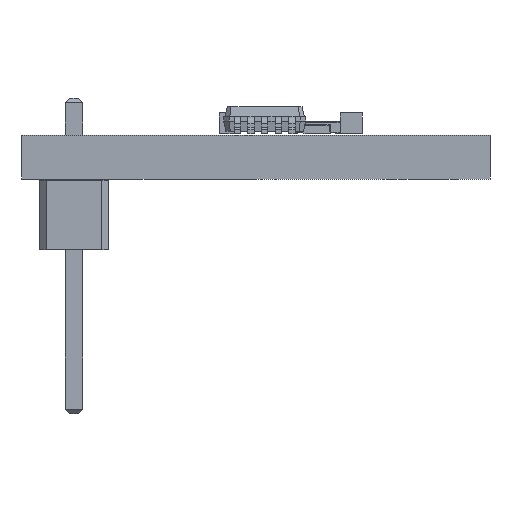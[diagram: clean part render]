
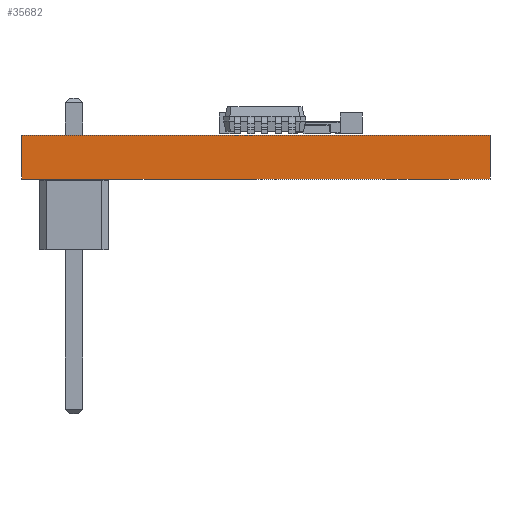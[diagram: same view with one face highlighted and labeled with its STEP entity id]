
A CAD part, front view. The second image highlights one B-rep face of the part: STEP entity #35682.
In plain terms, the highlighted planar face has unit normal (0, -1, 0).
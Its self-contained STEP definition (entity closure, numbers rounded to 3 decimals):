
#34608 = PLANE('',#34609);
#34609 = AXIS2_PLACEMENT_3D('',#34610,#34611,#34612);
#34610 = CARTESIAN_POINT('',(138.43,-102.87,0.));
#34611 = DIRECTION('',(-1.,0.,0.));
#34612 = DIRECTION('',(0.,1.,0.));
#34636 = PLANE('',#34637);
#34637 = AXIS2_PLACEMENT_3D('',#34638,#34639,#34640);
#34638 = CARTESIAN_POINT('',(147.003,-88.9,1.6));
#34639 = DIRECTION('',(-0.,-0.,-1.));
#34640 = DIRECTION('',(-1.,0.,0.));
#34664 = PLANE('',#34665);
#34665 = AXIS2_PLACEMENT_3D('',#34666,#34667,#34668);
#34666 = CARTESIAN_POINT('',(155.575,-74.93,0.));
#34667 = DIRECTION('',(1.,0.,-0.));
#34668 = DIRECTION('',(0.,-1.,0.));
#34690 = PLANE('',#34691);
#34691 = AXIS2_PLACEMENT_3D('',#34692,#34693,#34694);
#34692 = CARTESIAN_POINT('',(147.003,-88.9,0.));
#34693 = DIRECTION('',(-0.,-0.,-1.));
#34694 = DIRECTION('',(-1.,0.,0.));
#34705 = EDGE_CURVE('',#34706,#34708,#34710,.T.);
#34706 = VERTEX_POINT('',#34707);
#34707 = CARTESIAN_POINT('',(138.43,-102.87,0.));
#34708 = VERTEX_POINT('',#34709);
#34709 = CARTESIAN_POINT('',(138.43,-102.87,1.6));
#34710 = SURFACE_CURVE('',#34711,(#34715,#34722),.PCURVE_S1.);
#34711 = LINE('',#34712,#34713);
#34712 = CARTESIAN_POINT('',(138.43,-102.87,0.));
#34713 = VECTOR('',#34714,1.);
#34714 = DIRECTION('',(0.,0.,1.));
#34715 = PCURVE('',#34608,#34716);
#34716 = DEFINITIONAL_REPRESENTATION('',(#34717),#34721);
#34717 = LINE('',#34718,#34719);
#34718 = CARTESIAN_POINT('',(0.,0.));
#34719 = VECTOR('',#34720,1.);
#34720 = DIRECTION('',(0.,-1.));
#34721 = ( GEOMETRIC_REPRESENTATION_CONTEXT(2) 
PARAMETRIC_REPRESENTATION_CONTEXT() REPRESENTATION_CONTEXT('2D SPACE',''
  ) );
#34722 = PCURVE('',#34723,#34728);
#34723 = PLANE('',#34724);
#34724 = AXIS2_PLACEMENT_3D('',#34725,#34726,#34727);
#34725 = CARTESIAN_POINT('',(155.575,-102.87,0.));
#34726 = DIRECTION('',(0.,-1.,0.));
#34727 = DIRECTION('',(-1.,0.,0.));
#34728 = DEFINITIONAL_REPRESENTATION('',(#34729),#34733);
#34729 = LINE('',#34730,#34731);
#34730 = CARTESIAN_POINT('',(17.145,0.));
#34731 = VECTOR('',#34732,1.);
#34732 = DIRECTION('',(0.,-1.));
#34733 = ( GEOMETRIC_REPRESENTATION_CONTEXT(2) 
PARAMETRIC_REPRESENTATION_CONTEXT() REPRESENTATION_CONTEXT('2D SPACE',''
  ) );
#34783 = VERTEX_POINT('',#34784);
#34784 = CARTESIAN_POINT('',(155.575,-102.87,1.6));
#34805 = EDGE_CURVE('',#34806,#34783,#34808,.T.);
#34806 = VERTEX_POINT('',#34807);
#34807 = CARTESIAN_POINT('',(155.575,-102.87,0.));
#34808 = SURFACE_CURVE('',#34809,(#34813,#34820),.PCURVE_S1.);
#34809 = LINE('',#34810,#34811);
#34810 = CARTESIAN_POINT('',(155.575,-102.87,0.));
#34811 = VECTOR('',#34812,1.);
#34812 = DIRECTION('',(0.,0.,1.));
#34813 = PCURVE('',#34664,#34814);
#34814 = DEFINITIONAL_REPRESENTATION('',(#34815),#34819);
#34815 = LINE('',#34816,#34817);
#34816 = CARTESIAN_POINT('',(27.94,0.));
#34817 = VECTOR('',#34818,1.);
#34818 = DIRECTION('',(0.,-1.));
#34819 = ( GEOMETRIC_REPRESENTATION_CONTEXT(2) 
PARAMETRIC_REPRESENTATION_CONTEXT() REPRESENTATION_CONTEXT('2D SPACE',''
  ) );
#34820 = PCURVE('',#34723,#34821);
#34821 = DEFINITIONAL_REPRESENTATION('',(#34822),#34826);
#34822 = LINE('',#34823,#34824);
#34823 = CARTESIAN_POINT('',(0.,-0.));
#34824 = VECTOR('',#34825,1.);
#34825 = DIRECTION('',(0.,-1.));
#34826 = ( GEOMETRIC_REPRESENTATION_CONTEXT(2) 
PARAMETRIC_REPRESENTATION_CONTEXT() REPRESENTATION_CONTEXT('2D SPACE',''
  ) );
#34854 = EDGE_CURVE('',#34806,#34706,#34855,.T.);
#34855 = SURFACE_CURVE('',#34856,(#34860,#34867),.PCURVE_S1.);
#34856 = LINE('',#34857,#34858);
#34857 = CARTESIAN_POINT('',(155.575,-102.87,0.));
#34858 = VECTOR('',#34859,1.);
#34859 = DIRECTION('',(-1.,0.,0.));
#34860 = PCURVE('',#34690,#34861);
#34861 = DEFINITIONAL_REPRESENTATION('',(#34862),#34866);
#34862 = LINE('',#34863,#34864);
#34863 = CARTESIAN_POINT('',(-8.573,-13.97));
#34864 = VECTOR('',#34865,1.);
#34865 = DIRECTION('',(1.,0.));
#34866 = ( GEOMETRIC_REPRESENTATION_CONTEXT(2) 
PARAMETRIC_REPRESENTATION_CONTEXT() REPRESENTATION_CONTEXT('2D SPACE',''
  ) );
#34867 = PCURVE('',#34723,#34868);
#34868 = DEFINITIONAL_REPRESENTATION('',(#34869),#34873);
#34869 = LINE('',#34870,#34871);
#34870 = CARTESIAN_POINT('',(0.,-0.));
#34871 = VECTOR('',#34872,1.);
#34872 = DIRECTION('',(1.,0.));
#34873 = ( GEOMETRIC_REPRESENTATION_CONTEXT(2) 
PARAMETRIC_REPRESENTATION_CONTEXT() REPRESENTATION_CONTEXT('2D SPACE',''
  ) );
#35301 = EDGE_CURVE('',#34783,#34708,#35302,.T.);
#35302 = SURFACE_CURVE('',#35303,(#35307,#35314),.PCURVE_S1.);
#35303 = LINE('',#35304,#35305);
#35304 = CARTESIAN_POINT('',(155.575,-102.87,1.6));
#35305 = VECTOR('',#35306,1.);
#35306 = DIRECTION('',(-1.,0.,0.));
#35307 = PCURVE('',#34636,#35308);
#35308 = DEFINITIONAL_REPRESENTATION('',(#35309),#35313);
#35309 = LINE('',#35310,#35311);
#35310 = CARTESIAN_POINT('',(-8.573,-13.97));
#35311 = VECTOR('',#35312,1.);
#35312 = DIRECTION('',(1.,0.));
#35313 = ( GEOMETRIC_REPRESENTATION_CONTEXT(2) 
PARAMETRIC_REPRESENTATION_CONTEXT() REPRESENTATION_CONTEXT('2D SPACE',''
  ) );
#35314 = PCURVE('',#34723,#35315);
#35315 = DEFINITIONAL_REPRESENTATION('',(#35316),#35320);
#35316 = LINE('',#35317,#35318);
#35317 = CARTESIAN_POINT('',(0.,-1.6));
#35318 = VECTOR('',#35319,1.);
#35319 = DIRECTION('',(1.,0.));
#35320 = ( GEOMETRIC_REPRESENTATION_CONTEXT(2) 
PARAMETRIC_REPRESENTATION_CONTEXT() REPRESENTATION_CONTEXT('2D SPACE',''
  ) );
#35682 = ADVANCED_FACE('',(#35683),#34723,.T.);
#35683 = FACE_BOUND('',#35684,.T.);
#35684 = EDGE_LOOP('',(#35685,#35686,#35687,#35688));
#35685 = ORIENTED_EDGE('',*,*,#34805,.T.);
#35686 = ORIENTED_EDGE('',*,*,#35301,.T.);
#35687 = ORIENTED_EDGE('',*,*,#34705,.F.);
#35688 = ORIENTED_EDGE('',*,*,#34854,.F.);
